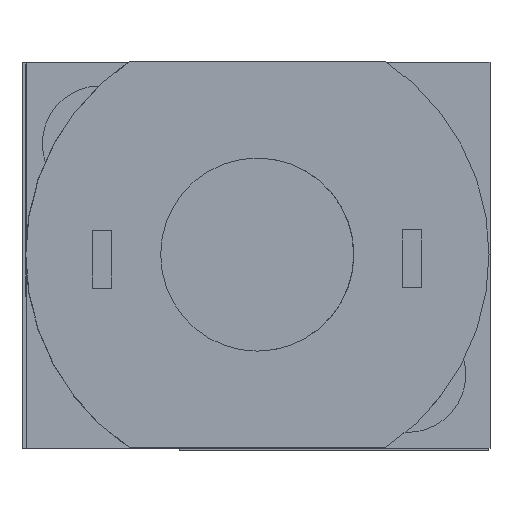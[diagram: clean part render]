
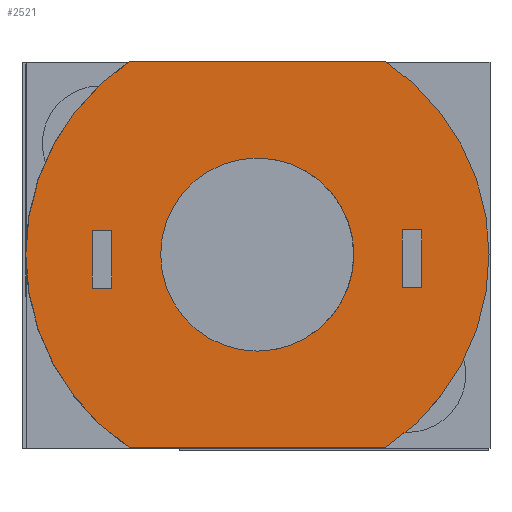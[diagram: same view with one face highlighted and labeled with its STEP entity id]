
A CAD part, front view. The second image highlights one B-rep face of the part: STEP entity #2521.
In plain terms, the highlighted planar face has unit normal (0, -1, 0).
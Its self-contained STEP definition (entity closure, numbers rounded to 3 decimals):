
#127=FACE_BOUND('',#588,.T.);
#212=PLANE('',#2756);
#407=FACE_OUTER_BOUND('',#587,.T.);
#587=EDGE_LOOP('',(#2347,#2348,#2349,#2350));
#588=EDGE_LOOP('',(#2351));
#812=LINE('',#5776,#1030);
#816=LINE('',#5786,#1034);
#1030=VECTOR('',#3377,10.);
#1034=VECTOR('',#3389,10.);
#1101=CIRCLE('',#2746,2.5);
#1104=CIRCLE('',#2750,6.);
#1106=CIRCLE('',#2754,6.);
#1325=VERTEX_POINT('',#5758);
#1329=VERTEX_POINT('',#5767);
#1330=VERTEX_POINT('',#5769);
#1332=VERTEX_POINT('',#5775);
#1334=VERTEX_POINT('',#5781);
#1662=EDGE_CURVE('',#1325,#1325,#1101,.T.);
#1667=EDGE_CURVE('',#1330,#1329,#1104,.T.);
#1670=EDGE_CURVE('',#1332,#1330,#812,.T.);
#1673=EDGE_CURVE('',#1334,#1332,#1106,.T.);
#1676=EDGE_CURVE('',#1329,#1334,#816,.T.);
#2347=ORIENTED_EDGE('',*,*,#1676,.T.);
#2348=ORIENTED_EDGE('',*,*,#1673,.T.);
#2349=ORIENTED_EDGE('',*,*,#1670,.T.);
#2350=ORIENTED_EDGE('',*,*,#1667,.T.);
#2351=ORIENTED_EDGE('',*,*,#1662,.T.);
#2521=ADVANCED_FACE('',(#407,#127),#212,.T.);
#2746=AXIS2_PLACEMENT_3D('',#5759,#3361,#3362);
#2750=AXIS2_PLACEMENT_3D('',#5770,#3371,#3372);
#2754=AXIS2_PLACEMENT_3D('',#5782,#3383,#3384);
#2756=AXIS2_PLACEMENT_3D('',#5787,#3390,#3391);
#3361=DIRECTION('center_axis',(0.,1.,0.));
#3362=DIRECTION('ref_axis',(0.,0.,
1.));
#3371=DIRECTION('center_axis',(0.,-1.,0.));
#3372=DIRECTION('ref_axis',(0.,0.,
1.));
#3377=DIRECTION('',(-1.,0.,0.));
#3383=DIRECTION('center_axis',(0.,-1.,0.));
#3384=DIRECTION('ref_axis',(0.,0.,
1.));
#3389=DIRECTION('',(1.,0.,0.));
#3390=DIRECTION('center_axis',(0.,-1.,0.));
#3391=DIRECTION('ref_axis',(0.,0.,
1.));
#5758=CARTESIAN_POINT('',(6.099,-15.,-7.466));
#5759=CARTESIAN_POINT('Origin',(6.099,-15.,-4.966));
#5767=CARTESIAN_POINT('',(2.782,-15.,-9.966));
#5769=CARTESIAN_POINT('',(2.782,-15.,0.034));
#5770=CARTESIAN_POINT('Origin',(6.099,-15.,-4.966));
#5775=CARTESIAN_POINT('',(9.415,-15.,0.034));
#5776=CARTESIAN_POINT('',(6.099,-15.,0.034));
#5781=CARTESIAN_POINT('',(9.415,-15.,-9.966));
#5782=CARTESIAN_POINT('Origin',(6.099,-15.,-4.966));
#5786=CARTESIAN_POINT('',(6.099,-15.,-9.966));
#5787=CARTESIAN_POINT('Origin',(6.099,-15.,-4.966));
